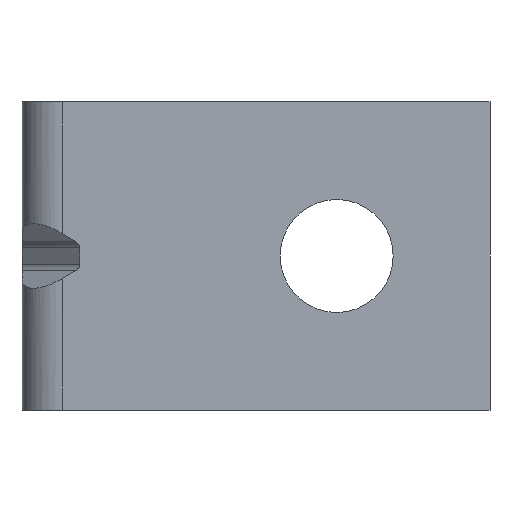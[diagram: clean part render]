
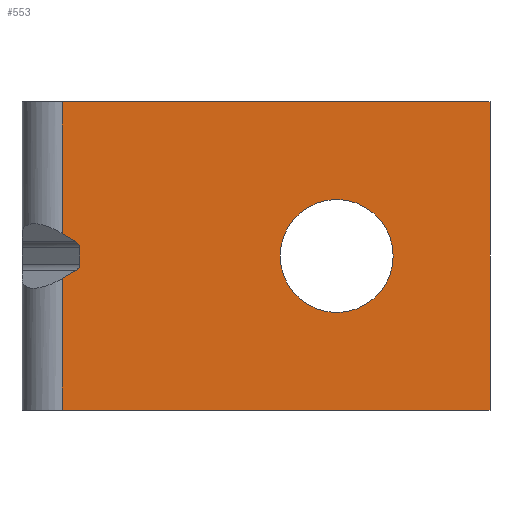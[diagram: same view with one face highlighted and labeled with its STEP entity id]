
A CAD part, front view. The second image highlights one B-rep face of the part: STEP entity #553.
In plain terms, the highlighted planar face has unit normal (0, -1, 0).
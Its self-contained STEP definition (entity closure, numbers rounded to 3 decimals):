
#2 = CARTESIAN_POINT ( 'NONE',  ( 2.5, -29., 9.55 ) ) ;
#11 =( BOUNDED_CURVE ( )  B_SPLINE_CURVE ( 3, ( #971, #454, #830, #377 ),
 .UNSPECIFIED., .F., .T. ) 
 B_SPLINE_CURVE_WITH_KNOTS ( ( 4, 4 ),
 ( 5.407, 6.283 ),
 .UNSPECIFIED. ) 
 CURVE ( )  GEOMETRIC_REPRESENTATION_ITEM ( )  RATIONAL_B_SPLINE_CURVE ( ( 1., 0.937, 0.937, 1. ) ) 
 REPRESENTATION_ITEM ( '' )  );
#15 = CARTESIAN_POINT ( 'NONE',  ( 2.5, -29., -9.55 ) ) ;
#19 = VECTOR ( 'NONE', #723, 1000. ) ;
#41 = VERTEX_POINT ( 'NONE', #556 ) ;
#47 = EDGE_CURVE ( 'NONE', #517, #41, #930, .T. ) ;
#51 = CARTESIAN_POINT ( 'NONE',  ( 3.331, -29., -0.9 ) ) ;
#52 = ORIENTED_EDGE ( 'NONE', *, *, #903, .F. ) ;
#115 = CARTESIAN_POINT ( 'NONE',  ( 3.586, -29., -0.667 ) ) ;
#120 = VECTOR ( 'NONE', #687, 1000. ) ;
#121 = ORIENTED_EDGE ( 'NONE', *, *, #202, .T. ) ;
#130 = ORIENTED_EDGE ( 'NONE', *, *, #411, .T. ) ;
#180 = EDGE_CURVE ( 'NONE', #515, #486, #276, .T. ) ;
#199 = VERTEX_POINT ( 'NONE', #661 ) ;
#202 = EDGE_CURVE ( 'NONE', #654, #875, #437, .T. ) ;
#227 = CARTESIAN_POINT ( 'NONE',  ( 2.5, -29., 9.55 ) ) ;
#235 = VECTOR ( 'NONE', #606, 1000. ) ;
#236 = ORIENTED_EDGE ( 'NONE', *, *, #481, .T. ) ;
#241 = EDGE_CURVE ( 'NONE', #604, #832, #797, .T. ) ;
#243 = ORIENTED_EDGE ( 'NONE', *, *, #942, .T. ) ;
#255 = DIRECTION ( 'NONE',  ( -1., 0., 0. ) ) ;
#276 = LINE ( 'NONE', #518, #527 ) ;
#296 = EDGE_CURVE ( 'NONE', #199, #517, #742, .T. ) ;
#298 = ORIENTED_EDGE ( 'NONE', *, *, #446, .T. ) ;
#304 = EDGE_LOOP ( 'NONE', ( #757, #737, #130, #243, #121, #598, #708, #574, #52, #404 ) ) ;
#307 = CARTESIAN_POINT ( 'NONE',  ( 3.586, -29., 0.516 ) ) ;
#334 = VECTOR ( 'NONE', #580, 1000. ) ;
#368 = CIRCLE ( 'NONE', #625, 3.5 ) ;
#370 = VERTEX_POINT ( 'NONE', #307 ) ;
#377 = CARTESIAN_POINT ( 'NONE',  ( 3.586, -29., 0.516 ) ) ;
#380 = CARTESIAN_POINT ( 'NONE',  ( 29., -29., 9.55 ) ) ;
#381 = VECTOR ( 'NONE', #422, 1000. ) ;
#392 = LINE ( 'NONE', #548, #120 ) ;
#394 = EDGE_CURVE ( 'NONE', #604, #515, #622, .T. ) ;
#395 = CARTESIAN_POINT ( 'NONE',  ( 2.5, -29., 9.55 ) ) ;
#404 = ORIENTED_EDGE ( 'NONE', *, *, #241, .F. ) ;
#411 = EDGE_CURVE ( 'NONE', #486, #370, #11, .T. ) ;
#422 = DIRECTION ( 'NONE',  ( 0., 0., -1. ) ) ;
#424 = CARTESIAN_POINT ( 'NONE',  ( 3.586, -29., -0.516 ) ) ;
#427 = CARTESIAN_POINT ( 'NONE',  ( 3.586, -29., -0.516 ) ) ;
#429 = VECTOR ( 'NONE', #777, 1000. ) ;
#437 =( BOUNDED_CURVE ( )  B_SPLINE_CURVE ( 3, ( #427, #115, #805, #51 ),
 .UNSPECIFIED., .F., .T. ) 
 B_SPLINE_CURVE_WITH_KNOTS ( ( 4, 4 ),
 ( 0., 0.876 ),
 .UNSPECIFIED. ) 
 CURVE ( )  GEOMETRIC_REPRESENTATION_ITEM ( )  RATIONAL_B_SPLINE_CURVE ( ( 1., 0.937, 0.937, 1. ) ) 
 REPRESENTATION_ITEM ( '' )  );
#446 = EDGE_CURVE ( 'NONE', #802, #912, #368, .T. ) ;
#454 = CARTESIAN_POINT ( 'NONE',  ( 3.495, -29., 0.803 ) ) ;
#466 = LINE ( 'NONE', #541, #917 ) ;
#479 = CARTESIAN_POINT ( 'NONE',  ( 2.5, -29., -9.55 ) ) ;
#481 = EDGE_CURVE ( 'NONE', #912, #802, #577, .T. ) ;
#486 = VERTEX_POINT ( 'NONE', #564 ) ;
#515 = VERTEX_POINT ( 'NONE', #703 ) ;
#517 = VERTEX_POINT ( 'NONE', #15 ) ;
#518 = CARTESIAN_POINT ( 'NONE',  ( -1.069, -29., 3.493 ) ) ;
#522 = DIRECTION ( 'NONE',  ( 0., 1., 0. ) ) ;
#527 = VECTOR ( 'NONE', #809, 1000. ) ;
#536 = CARTESIAN_POINT ( 'NONE',  ( 16., -29., 0. ) ) ;
#541 = CARTESIAN_POINT ( 'NONE',  ( 3.586, -29., 9.55 ) ) ;
#548 = CARTESIAN_POINT ( 'NONE',  ( 29., -29., 9.55 ) ) ;
#553 = ADVANCED_FACE ( 'NONE', ( #626, #707 ), #640, .F. ) ;
#556 = CARTESIAN_POINT ( 'NONE',  ( 29., -29., -9.55 ) ) ;
#564 = CARTESIAN_POINT ( 'NONE',  ( 3.331, -29., 0.9 ) ) ;
#568 = CARTESIAN_POINT ( 'NONE',  ( 19.5, -29., 0. ) ) ;
#574 = ORIENTED_EDGE ( 'NONE', *, *, #47, .T. ) ;
#577 = CIRCLE ( 'NONE', #900, 3.5 ) ;
#580 = DIRECTION ( 'NONE',  ( -0.862, 0., -0.508 ) ) ;
#598 = ORIENTED_EDGE ( 'NONE', *, *, #715, .T. ) ;
#604 = VERTEX_POINT ( 'NONE', #395 ) ;
#606 = DIRECTION ( 'NONE',  ( 0., 0., -1. ) ) ;
#617 = CARTESIAN_POINT ( 'NONE',  ( 23., -29., 0. ) ) ;
#618 = CARTESIAN_POINT ( 'NONE',  ( 19.5, -29., 0. ) ) ;
#622 = LINE ( 'NONE', #227, #235 ) ;
#625 = AXIS2_PLACEMENT_3D ( 'NONE', #618, #522, #820 ) ;
#626 = FACE_BOUND ( 'NONE', #863, .T. ) ;
#631 = DIRECTION ( 'NONE',  ( -1., 0., 0. ) ) ;
#640 = PLANE ( 'NONE',  #817 ) ;
#654 = VERTEX_POINT ( 'NONE', #424 ) ;
#661 = CARTESIAN_POINT ( 'NONE',  ( 2.5, -29., -1.39 ) ) ;
#687 = DIRECTION ( 'NONE',  ( 0., 0., -1. ) ) ;
#703 = CARTESIAN_POINT ( 'NONE',  ( 2.5, -29., 1.39 ) ) ;
#707 = FACE_OUTER_BOUND ( 'NONE', #304, .T. ) ;
#708 = ORIENTED_EDGE ( 'NONE', *, *, #296, .T. ) ;
#715 = EDGE_CURVE ( 'NONE', #875, #199, #721, .T. ) ;
#721 = LINE ( 'NONE', #736, #334 ) ;
#723 = DIRECTION ( 'NONE',  ( 1., 0., 0. ) ) ;
#736 = CARTESIAN_POINT ( 'NONE',  ( 7.285, -29., 1.43 ) ) ;
#737 = ORIENTED_EDGE ( 'NONE', *, *, #180, .T. ) ;
#742 = LINE ( 'NONE', #870, #381 ) ;
#757 = ORIENTED_EDGE ( 'NONE', *, *, #394, .T. ) ;
#772 = DIRECTION ( 'NONE',  ( 0., 1., 0. ) ) ;
#777 = DIRECTION ( 'NONE',  ( 1., 0., 0. ) ) ;
#797 = LINE ( 'NONE', #943, #19 ) ;
#802 = VERTEX_POINT ( 'NONE', #617 ) ;
#805 = CARTESIAN_POINT ( 'NONE',  ( 3.495, -29., -0.803 ) ) ;
#809 = DIRECTION ( 'NONE',  ( 0.862, 0., -0.508 ) ) ;
#817 = AXIS2_PLACEMENT_3D ( 'NONE', #2, #936, #255 ) ;
#820 = DIRECTION ( 'NONE',  ( -1., 0., 0. ) ) ;
#830 = CARTESIAN_POINT ( 'NONE',  ( 3.586, -29., 0.667 ) ) ;
#832 = VERTEX_POINT ( 'NONE', #380 ) ;
#863 = EDGE_LOOP ( 'NONE', ( #236, #298 ) ) ;
#870 = CARTESIAN_POINT ( 'NONE',  ( 2.5, -29., 9.55 ) ) ;
#875 = VERTEX_POINT ( 'NONE', #970 ) ;
#900 = AXIS2_PLACEMENT_3D ( 'NONE', #568, #772, #631 ) ;
#903 = EDGE_CURVE ( 'NONE', #832, #41, #392, .T. ) ;
#906 = DIRECTION ( 'NONE',  ( 0., 0., -1. ) ) ;
#912 = VERTEX_POINT ( 'NONE', #536 ) ;
#917 = VECTOR ( 'NONE', #906, 1000. ) ;
#930 = LINE ( 'NONE', #479, #429 ) ;
#936 = DIRECTION ( 'NONE',  ( 0., 1., 0. ) ) ;
#942 = EDGE_CURVE ( 'NONE', #370, #654, #466, .T. ) ;
#943 = CARTESIAN_POINT ( 'NONE',  ( 2.5, -29., 9.55 ) ) ;
#970 = CARTESIAN_POINT ( 'NONE',  ( 3.331, -29., -0.9 ) ) ;
#971 = CARTESIAN_POINT ( 'NONE',  ( 3.331, -29., 0.9 ) ) ;
